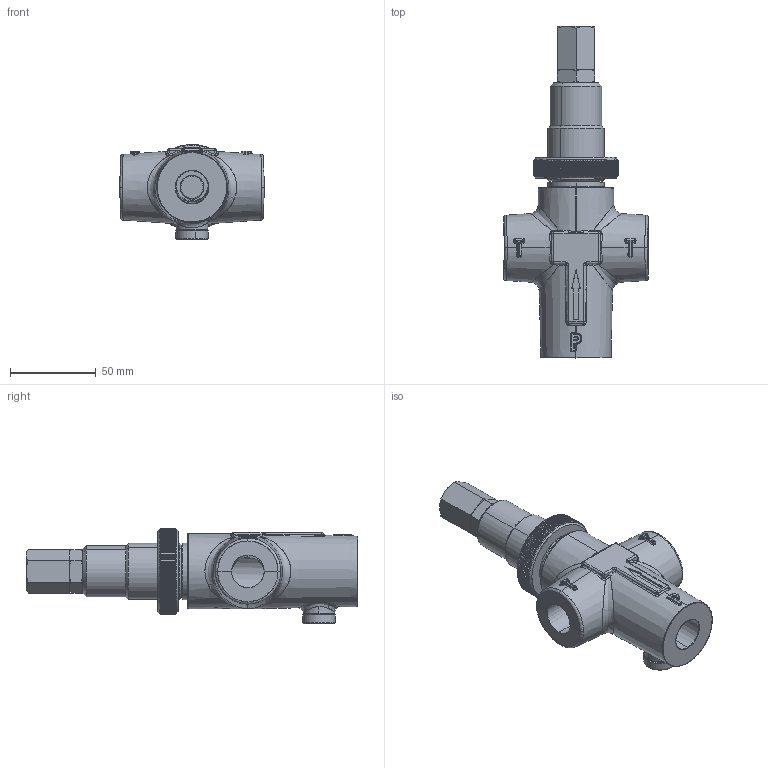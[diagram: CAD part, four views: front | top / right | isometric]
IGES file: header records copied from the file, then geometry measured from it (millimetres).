
Start section: SolidWorks IGES file using analytic representation for surfaces
Global section: file name: VMP20C-002.igs; native system: SolidWorks 2016; preprocessor: SolidWorks 2016; author: serviziopdm; date: 170510.092837; units: millimetre
Bounding box: 84.5 x 193.78 x 55.5 mm (x, y, z)
Surface area: 43741.5 mm2 (no closed solid volume)
Topology: 0 solids, 0 shells, 700 faces, 7771 edges, 7753 vertices
Faces by surface type: bspline 447, revolution 253
